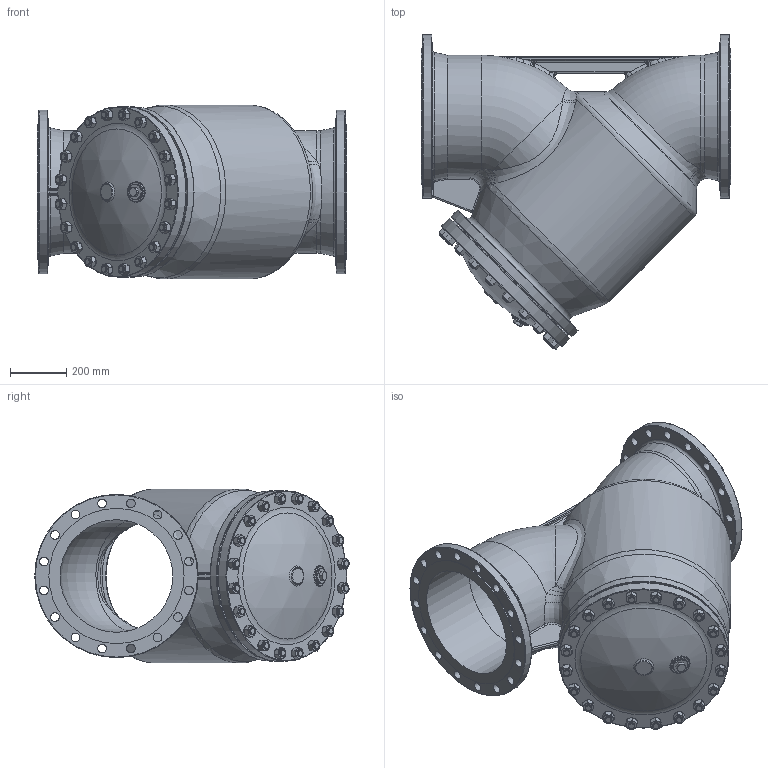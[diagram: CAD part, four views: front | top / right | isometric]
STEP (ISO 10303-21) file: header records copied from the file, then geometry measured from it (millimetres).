
FILE_DESCRIPTION (( 'STEP AP203' ), '1' );
FILE_NAME ('821_DN400_PN16.STEP', '2018-04-25T09:48:21', ( 'Andzrej Lisowski' ), ( 'ZETKAMA R&D' ), 'SwSTEP 2.0', 'SolidWorks 2014', '' );
FILE_SCHEMA (( 'CONFIG_CONTROL_DESIGN' ));
Length unit declared in the file: millimetre
Products named in the file (1): 821_DN400_PN16
Bounding box: 1100 x 1116.41 x 617.49 mm (x, y, z)
Volume: 74227030.4 mm3; surface area: 6182257.9 mm2
Topology: 1 solids, 22 shells, 1181 faces, 2665 edges, 1602 vertices
Faces by surface type: plane 395, cylinder 252, cone 229, torus 149, bspline 131, sphere 25
Full cylindrical faces by diameter (mm): 20.704 x40, 21 x40, 24 x60, 26 x20, 31 x32, 36 x20, 44.8 x2, 55 x1, 56 x1, 70 x1, 380 x1, 400 x4, 415 x1, 440 x1, 475 x2, 480 x2, 487 x1, 491 x1, 580 x2, 605 x2
Entity records: 48149 total; most frequent: CARTESIAN_POINT 25544, DIRECTION 4512, ORIENTED_EDGE 4118, EDGE_CURVE 2059, AXIS2_PLACEMENT_3D 2049, EDGE_LOOP 1831, FACE_OUTER_BOUND 1517, VERTEX_POINT 1428
